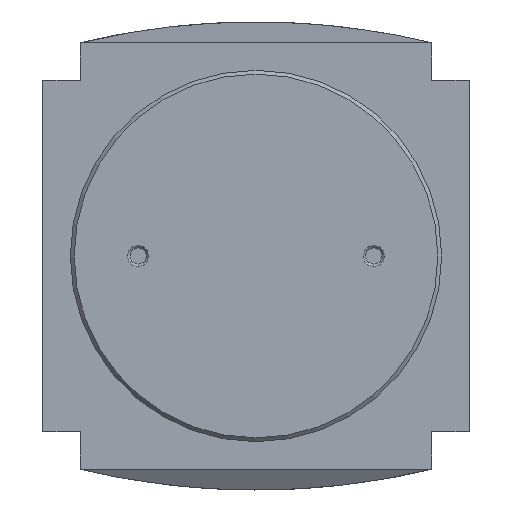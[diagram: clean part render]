
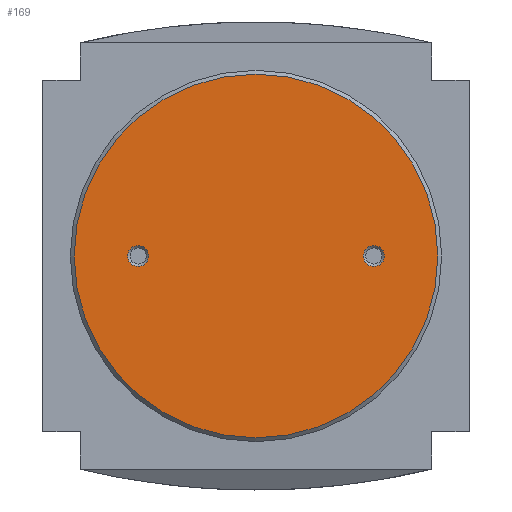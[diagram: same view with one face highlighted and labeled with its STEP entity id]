
A CAD part, front view. The second image highlights one B-rep face of the part: STEP entity #169.
In plain terms, the highlighted planar face has unit normal (0, -1, 0).
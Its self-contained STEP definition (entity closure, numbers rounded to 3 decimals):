
#169 = ADVANCED_FACE( '', ( #625, #626, #627 ), #628, .F. );
#625 = FACE_BOUND( '', #1596, .T. );
#626 = FACE_BOUND( '', #1597, .T. );
#627 = FACE_OUTER_BOUND( '', #1598, .T. );
#628 = PLANE( '', #1599 );
#1596 = EDGE_LOOP( '', ( #2566 ) );
#1597 = EDGE_LOOP( '', ( #2567 ) );
#1598 = EDGE_LOOP( '', ( #2568 ) );
#1599 = AXIS2_PLACEMENT_3D( '', #2569, #2570, #2571 );
#2566 = ORIENTED_EDGE( '', *, *, #6252, .F. );
#2567 = ORIENTED_EDGE( '', *, *, #6253, .F. );
#2568 = ORIENTED_EDGE( '', *, *, #6254, .T. );
#2569 = CARTESIAN_POINT( '', ( 36.25, -54., 0. ) );
#2570 = DIRECTION( '', ( 0., 1., 0. ) );
#2571 = DIRECTION( '', ( 0., 0., 1. ) );
#6252 = EDGE_CURVE( '', #7414, #7414, #7415, .F. );
#6253 = EDGE_CURVE( '', #7416, #7416, #7417, .T. );
#6254 = EDGE_CURVE( '', #7418, #7418, #7419, .T. );
#7414 = VERTEX_POINT( '', #9350 );
#7415 = CIRCLE( '', #9351, 2.1 );
#7416 = VERTEX_POINT( '', #9352 );
#7417 = CIRCLE( '', #9353, 2.1 );
#7418 = VERTEX_POINT( '', #9354 );
#7419 = CIRCLE( '', #9355, 36.25 );
#9350 = CARTESIAN_POINT( '', ( 23.5, -54., 2.1 ) );
#9351 = AXIS2_PLACEMENT_3D( '', #13154, #13155, #13156 );
#9352 = CARTESIAN_POINT( '', ( -23.5, -54., -2.1 ) );
#9353 = AXIS2_PLACEMENT_3D( '', #13157, #13158, #13159 );
#9354 = CARTESIAN_POINT( '', ( 0., -54., -36.25 ) );
#9355 = AXIS2_PLACEMENT_3D( '', #13160, #13161, #13162 );
#13154 = CARTESIAN_POINT( '', ( 23.5, -54., 0. ) );
#13155 = DIRECTION( '', ( 0., 1., 0. ) );
#13156 = DIRECTION( '', ( 0., 0., 1. ) );
#13157 = CARTESIAN_POINT( '', ( -23.5, -54., 0. ) );
#13158 = DIRECTION( '', ( 0., -1., 0. ) );
#13159 = DIRECTION( '', ( 0., 0., -1. ) );
#13160 = CARTESIAN_POINT( '', ( 0., -54., 0. ) );
#13161 = DIRECTION( '', ( 0., -1., 0. ) );
#13162 = DIRECTION( '', ( 0., 0., -1. ) );
